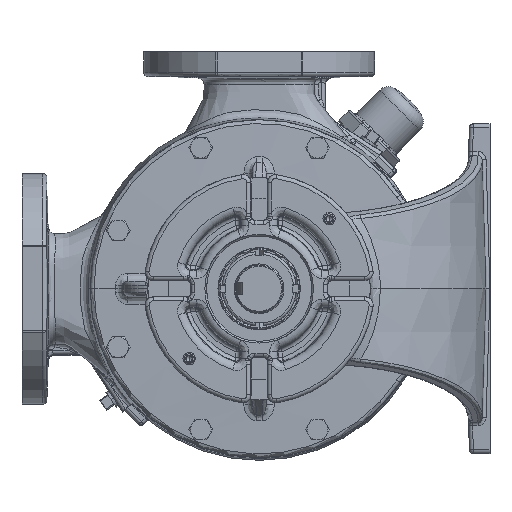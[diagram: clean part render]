
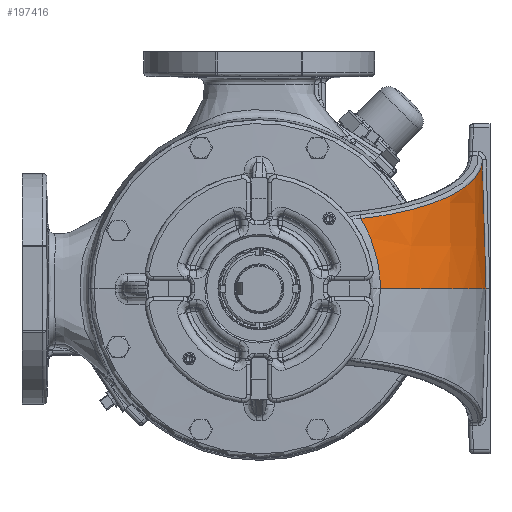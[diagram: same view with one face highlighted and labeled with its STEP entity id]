
A CAD part, left-side view. The second image highlights one B-rep face of the part: STEP entity #197416.
In plain terms, the highlighted conical face has half-angle 1.75 degrees and reference radius 133.35 mm.
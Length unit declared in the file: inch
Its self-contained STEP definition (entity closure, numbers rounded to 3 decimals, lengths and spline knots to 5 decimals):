
#524 = ORIENTED_EDGE ( 'NONE', *, *, #11900, .T. ) ;
#5270 = ORIENTED_EDGE ( 'NONE', *, *, #270095, .T. ) ;
#5631 = CARTESIAN_POINT ( 'NONE',  ( -10.53765, -3.08629, 2.13049 ) ) ;
#6176 = B_SPLINE_CURVE_WITH_KNOTS ( 'NONE', 3,
 ( #5631, #133672, #176538, #48429, #197983, #69958, #219501, #91487, #240972, #113072, #262381, #134599, #6530, #156036, #27894, #177468, #49348, #198917 ),
 .UNSPECIFIED., .F., .F.,
 ( 4, 2, 2, 2, 2, 2, 2, 2, 4 ),
 ( 0.00233, 0.01654, 0.02364, 0.02719, 0.03075, 0.04495, 0.05205, 0.05561, 0.05916 ),
 .UNSPECIFIED. ) ;
#6530 = CARTESIAN_POINT ( 'NONE',  ( -10.38963, -3.66248, 0.37551 ) ) ;
#7472 = CARTESIAN_POINT ( 'NONE',  ( -6.89814, -6.60059, 3.42461 ) ) ;
#8388 = CARTESIAN_POINT ( 'NONE',  ( -9.44586, -5.04931, 2.51875 ) ) ;
#11900 = EDGE_CURVE ( 'NONE', #112280, #184735, #15128, .T. ) ;
#13036 = DIRECTION ( 'NONE',  ( 1., 0., 0. ) ) ;
#15128 = B_SPLINE_CURVE_WITH_KNOTS ( 'NONE', 3,
 ( #49388, #238200, #134642, #198960, #70929, #220452, #92471, #241939, #114046, #263359, #135555, #7472, #156979, #28855, #178419, #50325, #199868, #71832, #221380, #93379, #242856, #114968, #264289, #136450, #8388, #157890, #29744, #179338, #51249, #200792, #72758, #222280, #94315, #243751, #115885, #265226 ),
 .UNSPECIFIED., .F., .F.,
 ( 4, 2, 2, 2, 2, 2, 2, 2, 2, 2, 2, 2, 2, 2, 2, 2, 2, 4 ),
 ( 0.00329, 0.00882, 0.01435, 0.02541, 0.03094, 0.03647, 0.04753, 0.06966, 0.07519, 0.08072, 0.09178, 0.1139, 0.12497, 0.12773, 0.1305, 0.13603, 0.15815, 0.18028 ),
 .UNSPECIFIED. ) ;
#27894 = CARTESIAN_POINT ( 'NONE',  ( -10.39053, -3.67506, 0.18809 ) ) ;
#28855 = CARTESIAN_POINT ( 'NONE',  ( -7.41774, -6.44257, 3.23988 ) ) ;
#29744 = CARTESIAN_POINT ( 'NONE',  ( -9.5821, -4.88752, 2.4703 ) ) ;
#34204 = ORIENTED_EDGE ( 'NONE', *, *, #215738, .T. ) ;
#36759 = AXIS2_PLACEMENT_3D ( 'NONE', #128467, #108734, #66603 ) ;
#48429 = CARTESIAN_POINT ( 'NONE',  ( -10.46189, -3.37767, 1.55111 ) ) ;
#49348 = CARTESIAN_POINT ( 'NONE',  ( -10.39328, -3.67962, 0.04704 ) ) ;
#49388 = CARTESIAN_POINT ( 'NONE',  ( -5.5454, -6.76065, 3.90548 ) ) ;
#50231 = CARTESIAN_POINT ( 'NONE',  ( -5.67873, -6.87869, 0. ) ) ;
#50325 = CARTESIAN_POINT ( 'NONE',  ( -7.97627, -6.18729, 3.0413 ) ) ;
#51249 = CARTESIAN_POINT ( 'NONE',  ( -9.64874, -4.80469, 2.44661 ) ) ;
#58437 = EDGE_LOOP ( 'NONE', ( #5270, #242422, #524, #34204 ) ) ;
#59055 = FACE_OUTER_BOUND ( 'NONE', #58437, .T. ) ;
#60180 = VERTEX_POINT ( 'NONE', #230739 ) ;
#66603 = DIRECTION ( 'NONE',  ( 1., 0., 0. ) ) ;
#69958 = CARTESIAN_POINT ( 'NONE',  ( -10.43953, -3.45793, 1.33268 ) ) ;
#70929 = CARTESIAN_POINT ( 'NONE',  ( -5.88699, -6.75451, 3.78406 ) ) ;
#71832 = CARTESIAN_POINT ( 'NONE',  ( -8.15788, -6.08861, 2.97673 ) ) ;
#72758 = CARTESIAN_POINT ( 'NONE',  ( -9.7561, -4.66402, 2.40843 ) ) ;
#82378 = CONICAL_SURFACE ( 'NONE', #36759, 5.25, 0.031 ) ;
#91487 = CARTESIAN_POINT ( 'NONE',  ( -10.42762, -3.50079, 1.19901 ) ) ;
#92383 = CARTESIAN_POINT ( 'NONE',  ( -5.63426, -6.8399, 1.30184 ) ) ;
#92471 = CARTESIAN_POINT ( 'NONE',  ( -6.22685, -6.72664, 3.66325 ) ) ;
#93291 = CARTESIAN_POINT ( 'NONE',  ( -5.5454, -6.76065, 3.90548 ) ) ;
#93379 = CARTESIAN_POINT ( 'NONE',  ( -8.39601, -5.94591, 2.89206 ) ) ;
#94315 = CARTESIAN_POINT ( 'NONE',  ( -10.10434, -4.13522, 2.28459 ) ) ;
#96629 = VERTEX_POINT ( 'NONE', #133738 ) ;
#99946 = EDGE_CURVE ( 'NONE', #60180, #112280, #125358, .T. ) ;
#102771 = AXIS2_PLACEMENT_3D ( 'NONE', #268982, #141142, #13036 ) ;
#108734 = DIRECTION ( 'NONE',  ( 0., 0., -1. ) ) ;
#112280 = VERTEX_POINT ( 'NONE', #150963 ) ;
#113072 = CARTESIAN_POINT ( 'NONE',  ( -10.40692, -3.57669, 0.92856 ) ) ;
#114046 = CARTESIAN_POINT ( 'NONE',  ( -6.49718, -6.68561, 3.56715 ) ) ;
#114968 = CARTESIAN_POINT ( 'NONE',  ( -8.84683, -5.62695, 2.73176 ) ) ;
#115885 = CARTESIAN_POINT ( 'NONE',  ( -10.45549, -3.36385, 2.15971 ) ) ;
#125358 = B_SPLINE_CURVE_WITH_KNOTS ( 'NONE', 3,
 ( #50231, #92383, #221292, #93291 ),
 .UNSPECIFIED., .F., .F.,
 ( 4, 4 ),
 ( 0., 0.0993 ),
 .UNSPECIFIED. ) ;
#128467 = CARTESIAN_POINT ( 'NONE',  ( -5.56146, -1.63, 0. ) ) ;
#133672 = CARTESIAN_POINT ( 'NONE',  ( -10.51443, -3.18296, 1.97131 ) ) ;
#133738 = CARTESIAN_POINT ( 'NONE',  ( -10.39475, -3.67984, 0. ) ) ;
#134599 = CARTESIAN_POINT ( 'NONE',  ( -10.39065, -3.65274, 0.46854 ) ) ;
#134642 = CARTESIAN_POINT ( 'NONE',  ( -5.68223, -6.7612, 3.85685 ) ) ;
#135555 = CARTESIAN_POINT ( 'NONE',  ( -6.69875, -6.64635, 3.49549 ) ) ;
#136450 = CARTESIAN_POINT ( 'NONE',  ( -9.35125, -5.1523, 2.55239 ) ) ;
#139958 = CARTESIAN_POINT ( 'NONE',  ( -10.53765, -3.08629, 2.13049 ) ) ;
#141142 = DIRECTION ( 'NONE',  ( 0., 0., 1. ) ) ;
#150963 = CARTESIAN_POINT ( 'NONE',  ( -5.5454, -6.76065, 3.90548 ) ) ;
#156036 = CARTESIAN_POINT ( 'NONE',  ( -10.39006, -3.67249, 0.23509 ) ) ;
#156979 = CARTESIAN_POINT ( 'NONE',  ( -7.02932, -6.56491, 3.37797 ) ) ;
#157890 = CARTESIAN_POINT ( 'NONE',  ( -9.55958, -4.91473, 2.47831 ) ) ;
#176538 = CARTESIAN_POINT ( 'NONE',  ( -10.49196, -3.26766, 1.80653 ) ) ;
#177468 = CARTESIAN_POINT ( 'NONE',  ( -10.39214, -3.67862, 0.09407 ) ) ;
#178419 = CARTESIAN_POINT ( 'NONE',  ( -7.66988, -6.34072, 3.15024 ) ) ;
#179338 = CARTESIAN_POINT ( 'NONE',  ( -9.62667, -4.83251, 2.45446 ) ) ;
#182148 = CIRCLE ( 'NONE', #102771, 5.25 ) ;
#184735 = VERTEX_POINT ( 'NONE', #139958 ) ;
#197416 = ADVANCED_FACE ( 'NONE', ( #59055 ), #82378, .T. ) ;
#197983 = CARTESIAN_POINT ( 'NONE',  ( -10.45247, -3.41149, 1.46458 ) ) ;
#198917 = CARTESIAN_POINT ( 'NONE',  ( -10.39475, -3.67984, 0. ) ) ;
#198960 = CARTESIAN_POINT ( 'NONE',  ( -5.81881, -6.75765, 3.8083 ) ) ;
#199868 = CARTESIAN_POINT ( 'NONE',  ( -8.0371, -6.15529, 3.01967 ) ) ;
#200792 = CARTESIAN_POINT ( 'NONE',  ( -9.71392, -4.72074, 2.42343 ) ) ;
#215738 = EDGE_CURVE ( 'NONE', #184735, #96629, #6176, .T. ) ;
#219501 = CARTESIAN_POINT ( 'NONE',  ( -10.43541, -3.4727, 1.28836 ) ) ;
#220452 = CARTESIAN_POINT ( 'NONE',  ( -6.09118, -6.74104, 3.71148 ) ) ;
#221292 = CARTESIAN_POINT ( 'NONE',  ( -5.58982, -6.80056, 2.60367 ) ) ;
#221380 = CARTESIAN_POINT ( 'NONE',  ( -8.2179, -6.05388, 2.95539 ) ) ;
#222280 = CARTESIAN_POINT ( 'NONE',  ( -9.96069, -4.37676, 2.33567 ) ) ;
#230739 = CARTESIAN_POINT ( 'NONE',  ( -5.67873, -6.87869, 0. ) ) ;
#238200 = CARTESIAN_POINT ( 'NONE',  ( -5.61379, -6.76161, 3.88118 ) ) ;
#240972 = CARTESIAN_POINT ( 'NONE',  ( -10.42395, -3.51411, 1.154 ) ) ;
#241939 = CARTESIAN_POINT ( 'NONE',  ( -6.42966, -6.69689, 3.59115 ) ) ;
#242422 = ORIENTED_EDGE ( 'NONE', *, *, #99946, .T. ) ;
#242856 = CARTESIAN_POINT ( 'NONE',  ( -8.51128, -5.86947, 2.85107 ) ) ;
#243751 = CARTESIAN_POINT ( 'NONE',  ( -10.35173, -3.62876, 2.19661 ) ) ;
#262381 = CARTESIAN_POINT ( 'NONE',  ( -10.39743, -3.61437, 0.74592 ) ) ;
#263359 = CARTESIAN_POINT ( 'NONE',  ( -6.63185, -6.66031, 3.51927 ) ) ;
#264289 = CARTESIAN_POINT ( 'NONE',  ( -9.05694, -5.44781, 2.65705 ) ) ;
#265226 = CARTESIAN_POINT ( 'NONE',  ( -10.53765, -3.08629, 2.13049 ) ) ;
#268982 = CARTESIAN_POINT ( 'NONE',  ( -5.56146, -1.63, 0. ) ) ;
#270095 = EDGE_CURVE ( 'NONE', #96629, #60180, #182148, .T. ) ;
